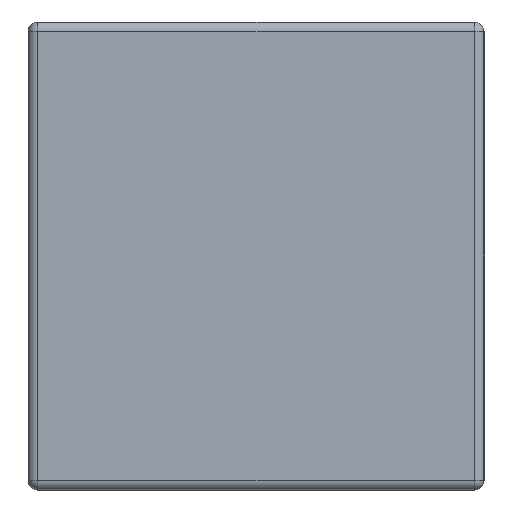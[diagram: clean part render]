
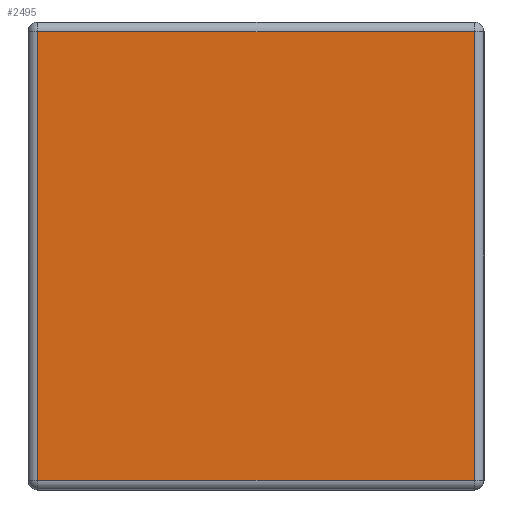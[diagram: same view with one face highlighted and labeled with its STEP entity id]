
A CAD part, left-side view. The second image highlights one B-rep face of the part: STEP entity #2495.
In plain terms, the highlighted planar face has unit normal (-1, 0, 0).
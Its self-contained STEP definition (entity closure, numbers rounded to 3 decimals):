
#376 = LINE ( 'NONE', #3093, #3065 ) ;
#632 = VERTEX_POINT ( 'NONE', #2378 ) ;
#648 = CARTESIAN_POINT ( 'NONE',  ( 0., 1.859, -1.909 ) ) ;
#654 = EDGE_CURVE ( 'NONE', #1798, #632, #3892, .T. ) ;
#856 = CARTESIAN_POINT ( 'NONE',  ( 0., 0.041, 0. ) ) ;
#968 = AXIS2_PLACEMENT_3D ( 'NONE', #3645, #1626, #4041 ) ;
#975 = ORIENTED_EDGE ( 'NONE', *, *, #1651, .T. ) ;
#1626 = DIRECTION ( 'NONE',  ( -1., 0., 0. ) ) ;
#1637 = VERTEX_POINT ( 'NONE', #4348 ) ;
#1651 = EDGE_CURVE ( 'NONE', #2386, #1637, #2758, .T. ) ;
#1798 = VERTEX_POINT ( 'NONE', #2941 ) ;
#1800 = EDGE_LOOP ( 'NONE', ( #975, #2221, #3275, #3302 ) ) ;
#2220 = DIRECTION ( 'NONE',  ( 0., 0., 1. ) ) ;
#2221 = ORIENTED_EDGE ( 'NONE', *, *, #2303, .T. ) ;
#2246 = DIRECTION ( 'NONE',  ( 0., -1., 0. ) ) ;
#2303 = EDGE_CURVE ( 'NONE', #1637, #1798, #3832, .T. ) ;
#2315 = VECTOR ( 'NONE', #2246, 1000. ) ;
#2378 = CARTESIAN_POINT ( 'NONE',  ( 0., 1.859, -0.041 ) ) ;
#2386 = VERTEX_POINT ( 'NONE', #648 ) ;
#2399 = EDGE_CURVE ( 'NONE', #632, #2386, #376, .T. ) ;
#2414 = DIRECTION ( 'NONE',  ( 0., 0., -1. ) ) ;
#2495 = ADVANCED_FACE ( 'NONE', ( #4047 ), #3679, .T. ) ;
#2725 = DIRECTION ( 'NONE',  ( 0., 1., 0. ) ) ;
#2758 = LINE ( 'NONE', #4262, #2315 ) ;
#2913 = VECTOR ( 'NONE', #2220, 1000. ) ;
#2941 = CARTESIAN_POINT ( 'NONE',  ( 0., 0.041, -0.041 ) ) ;
#3065 = VECTOR ( 'NONE', #2414, 1000. ) ;
#3093 = CARTESIAN_POINT ( 'NONE',  ( 0., 1.859, -1.95 ) ) ;
#3166 = VECTOR ( 'NONE', #2725, 1000. ) ;
#3275 = ORIENTED_EDGE ( 'NONE', *, *, #654, .T. ) ;
#3302 = ORIENTED_EDGE ( 'NONE', *, *, #2399, .T. ) ;
#3645 = CARTESIAN_POINT ( 'NONE',  ( 0., 0., 0. ) ) ;
#3679 = PLANE ( 'NONE',  #968 ) ;
#3832 = LINE ( 'NONE', #856, #2913 ) ;
#3892 = LINE ( 'NONE', #4469, #3166 ) ;
#4041 = DIRECTION ( 'NONE',  ( 0., 0., 1. ) ) ;
#4047 = FACE_OUTER_BOUND ( 'NONE', #1800, .T. ) ;
#4262 = CARTESIAN_POINT ( 'NONE',  ( 0., 0., -1.909 ) ) ;
#4348 = CARTESIAN_POINT ( 'NONE',  ( 0., 0.041, -1.909 ) ) ;
#4469 = CARTESIAN_POINT ( 'NONE',  ( 0., 1.9, -0.041 ) ) ;
